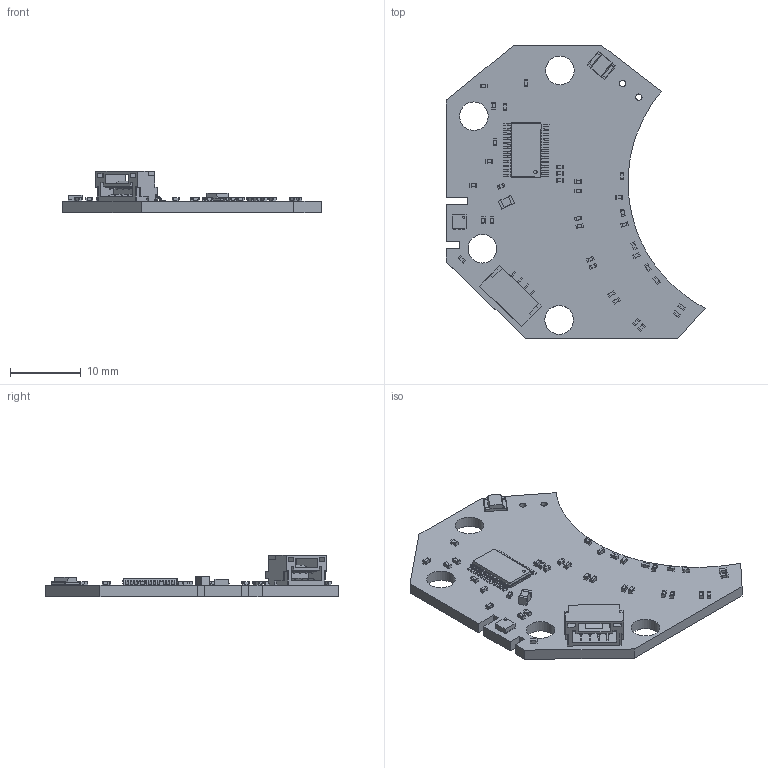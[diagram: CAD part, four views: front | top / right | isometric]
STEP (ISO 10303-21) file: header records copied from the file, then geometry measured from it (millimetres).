
FILE_DESCRIPTION(/* description */ ('KiCad electronic assembly'),/* implementation_level */ '2;1');
FILE_NAME(/* name */ 'SubArcModel.step',/* time_stamp */ '2025-11-01T18:40:41-05:00',/* author */ (''),/* organization */ (''),/* preprocessor_version */ 'ST-DEVELOPER v20.1',/* originating_system */ 'Autodesk Translation Framework v14.4.0.0',/* authorisation */ '');
FILE_SCHEMA (('AUTOMOTIVE_DESIGN { 1 0 10303 214 3 1 1 }'));
Length unit declared in the file: millimetre
Products named in the file (14): SubArcV3 1; WSON-6-1EP_2x2mm_P0.65mm_EP1x1.6mm; WSON_6_1EP_2x2mm_P065mm_EP1x16mm; JST_GH_SM04B-GHS-TB_1x04-1MP_P1.25mm_Horizontal; JST_SM04B_GHS_TB; C_0805_2012Metric; C_0805_2012Metric_1; TSSOP-24_4.4x7.8mm_P0.65mm; TSSOP_24_44x78mm_P065mm; LED_1210_3225Metric; LED_1210_3225Metric_1; _autosave-SubArcV3 PCB; C_0402_1005Metric; C_0402_1005Metric_1
Assembly tree (46 placements, depth 3):
  SubArcV3 1
    C_0402_1005Metric  x34
      C_0402_1005Metric_1
    WSON-6-1EP_2x2mm_P0.65mm_EP1x1.6mm
      WSON_6_1EP_2x2mm_P065mm_EP1x16mm
    JST_GH_SM04B-GHS-TB_1x04-1MP_P1.25mm_Horizontal
      JST_SM04B_GHS_TB
    C_0805_2012Metric
      C_0805_2012Metric_1
    TSSOP-24_4.4x7.8mm_P0.65mm
      TSSOP_24_44x78mm_P065mm
    LED_1210_3225Metric
      LED_1210_3225Metric_1
    _autosave-SubArcV3 PCB
Bounding box: 36.77 x 41.5 x 5.89 mm (x, y, z)
Volume: 1785.4 mm3; surface area: 2930 mm2
Topology: 40 solids, 40 shells, 1743 faces, 4605 edges, 3024 vertices
Faces by surface type: plane 1211, cylinder 532
Full cylindrical faces by diameter (mm): 0.25 x1, 0.5 x1, 0.9 x2, 4.046 x1, 4.059 x1, 4.064 x1, 4.068 x1
Entity records: 26846 total; most frequent: CARTESIAN_POINT 4548, ORIENTED_EDGE 4458, DIRECTION 4259, EDGE_CURVE 2229, LINE 1957, VECTOR 1957, VERTEX_POINT 1440, AXIS2_PLACEMENT_3D 1151
